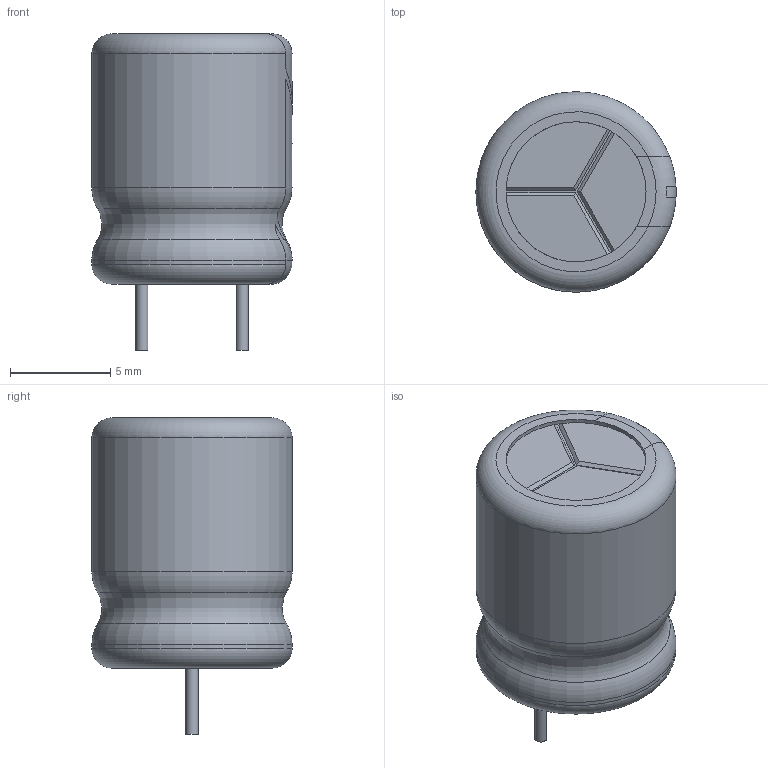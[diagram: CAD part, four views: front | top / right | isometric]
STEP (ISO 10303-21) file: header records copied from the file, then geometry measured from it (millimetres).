
FILE_DESCRIPTION((' '),'2;1');
FILE_NAME( 'CAPPRD500W60D1000H1250.stp', '2022-09-09T16:11:33', (' '), ('--- Datakit www.datakit.com---'), ' Datakit CrossCadWare V2022.3 Jun 15 2022', 'DATAKIT 2022 (c)', ' ');
FILE_SCHEMA(('AP242_MANAGED_MODEL_BASED_3D_ENGINEERING_MIM_LF { 1 0 10303 442 1 1 4 }'));
Length unit declared in the file: millimetre
Products named in the file (1): CAPPRD500W60D1000H1250
Bounding box: 10 x 10 x 15.8 mm (x, y, z)
Volume: 502.1 mm3; surface area: 867.1 mm2
Topology: 1 solids, 2 shells, 77 faces, 205 edges, 134 vertices
Faces by surface type: plane 47, torus 14, cylinder 12, bspline 4
Full cylindrical faces by diameter (mm): 0.6 x2, 7 x3, 10 x1
Entity records: 3209 total; most frequent: CARTESIAN_POINT 1293, ORIENTED_EDGE 392, DIRECTION 335, EDGE_CURVE 196, VERTEX_POINT 131, AXIS2_PLACEMENT_3D 125, VECTOR 85, LINE 85
